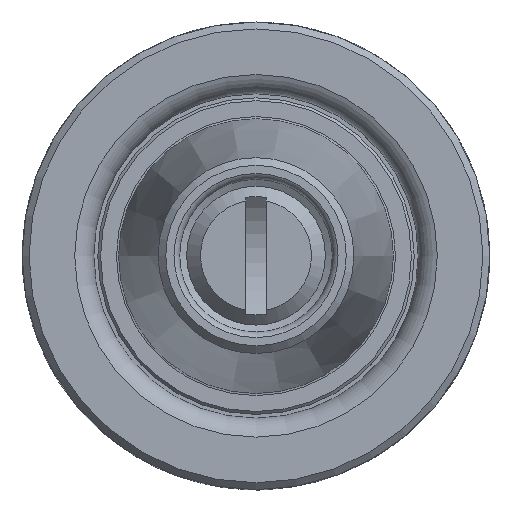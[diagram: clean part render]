
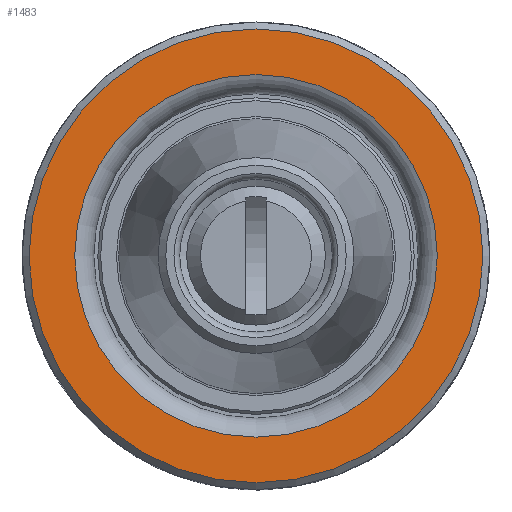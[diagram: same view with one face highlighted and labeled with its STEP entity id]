
A CAD part, top view. The second image highlights one B-rep face of the part: STEP entity #1483.
In plain terms, the highlighted planar face has unit normal (0, 0, 1).
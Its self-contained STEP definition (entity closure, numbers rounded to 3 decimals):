
#113=PLANE('',#1594);
#236=ORIENTED_EDGE('',*,*,#454,.T.);
#237=ORIENTED_EDGE('',*,*,#446,.T.);
#446=EDGE_CURVE('',#568,#568,#656,.T.);
#454=EDGE_CURVE('',#574,#574,#660,.T.);
#568=VERTEX_POINT('',#2123);
#574=VERTEX_POINT('',#2141);
#656=CIRCLE('',#1573,16.35);
#660=CIRCLE('',#1582,13.064);
#751=EDGE_LOOP('',(#236));
#752=EDGE_LOOP('',(#237));
#867=FACE_BOUND('',#751,.T.);
#868=FACE_BOUND('',#752,.T.);
#1483=ADVANCED_FACE('',(#867,#868),#113,.T.);
#1573=AXIS2_PLACEMENT_3D('',#2122,#1760,#1761);
#1582=AXIS2_PLACEMENT_3D('',#2140,#1781,#1782);
#1594=AXIS2_PLACEMENT_3D('',#2159,#1805,#1806);
#1760=DIRECTION('',(0.,0.,1.));
#1761=DIRECTION('',(1.,0.,0.));
#1781=DIRECTION('',(0.,0.,-1.));
#1782=DIRECTION('',(-1.,0.,0.));
#1805=DIRECTION('',(0.,0.,1.));
#1806=DIRECTION('',(1.,0.,0.));
#2122=CARTESIAN_POINT('',(0.,0.,44.));
#2123=CARTESIAN_POINT('',(16.35,0.,44.));
#2140=CARTESIAN_POINT('',(0.,0.,44.));
#2141=CARTESIAN_POINT('',(-13.064,0.,44.));
#2159=CARTESIAN_POINT('',(10.5,0.,44.));
